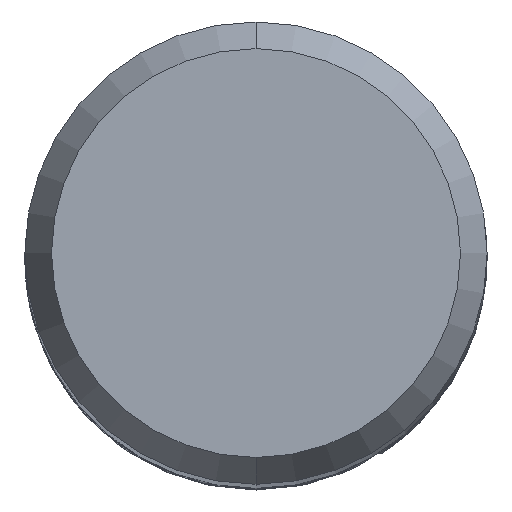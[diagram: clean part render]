
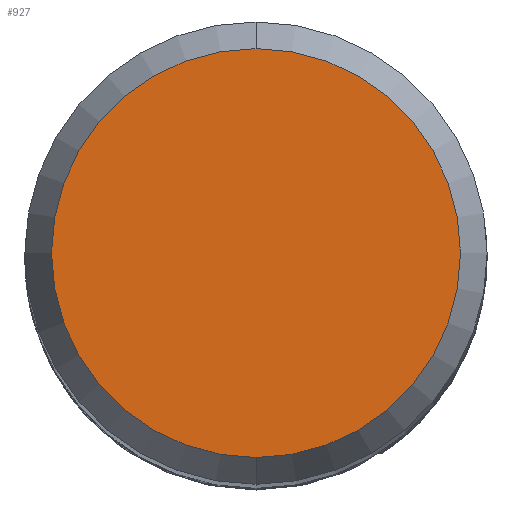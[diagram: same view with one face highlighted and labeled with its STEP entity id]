
A CAD part, top view. The second image highlights one B-rep face of the part: STEP entity #927.
In plain terms, the highlighted planar face has unit normal (0, 0, 1).
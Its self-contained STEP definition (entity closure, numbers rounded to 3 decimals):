
#583=EDGE_CURVE('',#893,#1241,#1533,.T.);
#893=VERTEX_POINT('',#1876);
#927=ADVANCED_FACE('',(#1914),#1915,.T.);
#1241=VERTEX_POINT('',#2253);
#1389=EDGE_CURVE('',#1241,#893,#2412,.T.);
#1533=CIRCLE('',#4224,3.538);
#1876=CARTESIAN_POINT('',(0.0,3.538,0.0));
#1914=FACE_OUTER_BOUND('',#7423,.T.);
#1915=PLANE('',#7424);
#2253=CARTESIAN_POINT('',(0.,-3.538,0.0));
#2412=CIRCLE('',#13145,3.538);
#4224=AXIS2_PLACEMENT_3D('',#13354,#13355,#13356);
#7423=EDGE_LOOP('',(#13820,#13821));
#7424=AXIS2_PLACEMENT_3D('',#13822,#13823,#13824);
#13145=AXIS2_PLACEMENT_3D('',#14213,#14214,#14215);
#13354=CARTESIAN_POINT('',(0.0,0.0,0.0));
#13355=DIRECTION('',(0.0,0.0,-1.0));
#13356=DIRECTION('',(0.0,1.0,0.0));
#13820=ORIENTED_EDGE('',*,*,#583,.F.);
#13821=ORIENTED_EDGE('',*,*,#1389,.F.);
#13822=CARTESIAN_POINT('',(0.0,1.769,0.0));
#13823=DIRECTION('',(-0.0,0.0,1.0));
#13824=DIRECTION('',(0.0,-1.0,0.0));
#14213=CARTESIAN_POINT('',(0.0,0.0,0.0));
#14214=DIRECTION('',(0.0,0.0,-1.0));
#14215=DIRECTION('',(0.0,1.0,0.0));
